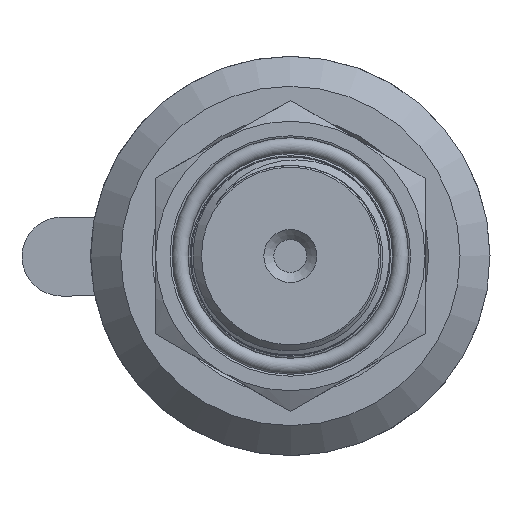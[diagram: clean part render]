
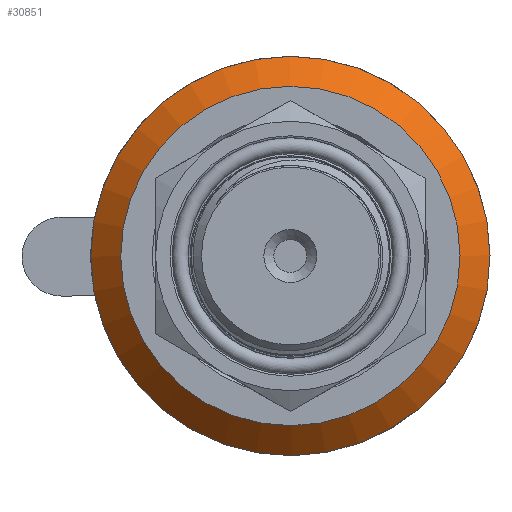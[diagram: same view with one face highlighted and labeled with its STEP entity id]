
A CAD part, left-side view. The second image highlights one B-rep face of the part: STEP entity #30851.
In plain terms, the highlighted conical face has half-angle 45 degrees and reference radius 18.5 mm.
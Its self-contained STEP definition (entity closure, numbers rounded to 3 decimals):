
#577=CONICAL_SURFACE('',#33065,18.5,0.785);
#2971=FACE_OUTER_BOUND('',#4739,.T.);
#4739=EDGE_LOOP('',(#27054,#27055,#27056,#27057));
#5703=CIRCLE('',#33064,20.);
#5704=CIRCLE('',#33066,17.);
#9315=LINE('',#69650,#12258);
#12258=VECTOR('',#39436,18.5);
#14906=VERTEX_POINT('',#69645);
#14907=VERTEX_POINT('',#69649);
#19085=EDGE_CURVE('',#14906,#14906,#5703,.T.);
#19086=EDGE_CURVE('',#14906,#14907,#9315,.T.);
#19087=EDGE_CURVE('',#14907,#14907,#5704,.T.);
#27054=ORIENTED_EDGE('',*,*,#19085,.F.);
#27055=ORIENTED_EDGE('',*,*,#19086,.T.);
#27056=ORIENTED_EDGE('',*,*,#19087,.T.);
#27057=ORIENTED_EDGE('',*,*,#19086,.F.);
#30851=ADVANCED_FACE('',(#2971),#577,.T.);
#33064=AXIS2_PLACEMENT_3D('',#69647,#39432,#39433);
#33065=AXIS2_PLACEMENT_3D('',#69648,#39434,#39435);
#33066=AXIS2_PLACEMENT_3D('',#69651,#39437,#39438);
#39432=DIRECTION('center_axis',(-1.,0.,0.));
#39433=DIRECTION('ref_axis',(0.,0.,
-1.));
#39434=DIRECTION('center_axis',(-1.,0.,0.));
#39435=DIRECTION('ref_axis',(0.,-1.,0.));
#39436=DIRECTION('',(0.707,-0.707,0.));
#39437=DIRECTION('center_axis',(-1.,0.,0.));
#39438=DIRECTION('ref_axis',(0.,0.,
-1.));
#69645=CARTESIAN_POINT('',(21.,20.,0.));
#69647=CARTESIAN_POINT('Origin',(21.,0.,0.));
#69648=CARTESIAN_POINT('Origin',(22.5,0.,0.));
#69649=CARTESIAN_POINT('',(24.,17.,0.));
#69650=CARTESIAN_POINT('',(22.5,18.5,0.));
#69651=CARTESIAN_POINT('Origin',(24.,0.,0.));
